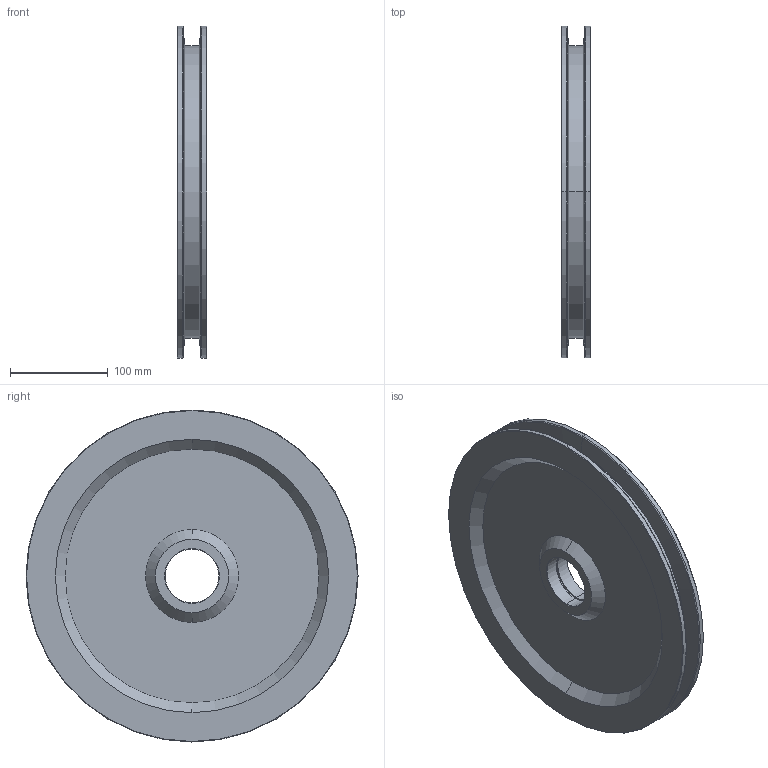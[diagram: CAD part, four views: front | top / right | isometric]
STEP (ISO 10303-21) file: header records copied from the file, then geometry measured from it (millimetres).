
FILE_DESCRIPTION (( 'STEP AP203' ), '1' );
FILE_NAME ('0662.STEP', '2018-12-05T13:43:48', ( '' ), ( '' ), 'SwSTEP 2.0', 'SolidWorks 2018', '' );
FILE_SCHEMA (( 'CONFIG_CONTROL_DESIGN' ));
Length unit declared in the file: millimetre
Products named in the file (1): 0662
Bounding box: 30 x 340 x 340 mm (x, y, z)
Volume: 1282103.2 mm3; surface area: 257121.6 mm2
Topology: 1 solids, 1 shells, 44 faces, 88 edges, 52 vertices
Faces by surface type: cone 20, cylinder 12, plane 8, torus 4
Entity records: 1229 total; most frequent: DIRECTION 234, CARTESIAN_POINT 185, ORIENTED_EDGE 176, AXIS2_PLACEMENT_3D 101, EDGE_CURVE 88, CIRCLE 56, VERTEX_POINT 52, EDGE_LOOP 52
